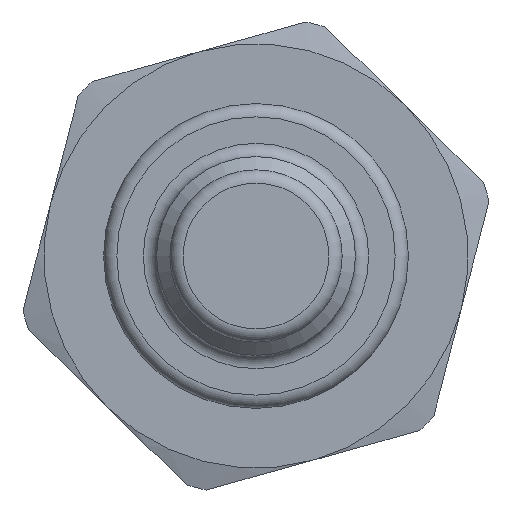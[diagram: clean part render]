
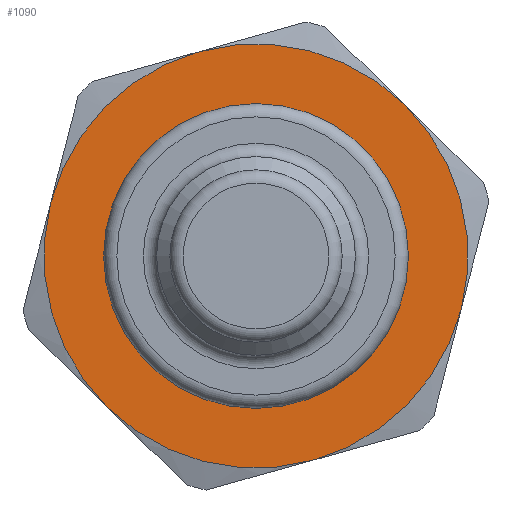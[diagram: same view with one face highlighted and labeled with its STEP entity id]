
A CAD part, left-side view. The second image highlights one B-rep face of the part: STEP entity #1090.
In plain terms, the highlighted planar face has unit normal (-1, 0, 0).
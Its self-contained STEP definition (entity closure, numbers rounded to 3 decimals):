
#155=CARTESIAN_POINT('',(32.45,4.296,15.412));
#156=VERTEX_POINT('',#155);
#239=CARTESIAN_POINT('',(32.45,-11.199,11.427));
#240=VERTEX_POINT('',#239);
#323=CARTESIAN_POINT('',(32.45,-15.496,-3.985));
#324=VERTEX_POINT('',#323);
#407=CARTESIAN_POINT('',(32.45,-4.296,-15.412));
#408=VERTEX_POINT('',#407);
#491=CARTESIAN_POINT('',(32.45,11.199,-11.427));
#492=VERTEX_POINT('',#491);
#551=CARTESIAN_POINT('',(32.45,15.496,3.985));
#552=VERTEX_POINT('',#551);
#553=CARTESIAN_POINT('',(32.45,0.0,0.0));
#554=DIRECTION('',(-1.0,0.0,0.0));
#555=DIRECTION('',(0.0,0.968,0.249));
#556=AXIS2_PLACEMENT_3D('',#553,#554,#555);
#557=CIRCLE('',#556,16.0);
#558=EDGE_CURVE('',#552,#492,#557,.T.);
#591=CARTESIAN_POINT('',(32.45,0.0,0.0));
#592=DIRECTION('',(-1.0,0.0,0.0));
#593=DIRECTION('',(0.0,0.968,0.249));
#594=AXIS2_PLACEMENT_3D('',#591,#592,#593);
#595=CIRCLE('',#594,16.0);
#596=EDGE_CURVE('',#492,#408,#595,.T.);
#615=CARTESIAN_POINT('',(32.45,0.0,0.0));
#616=DIRECTION('',(-1.0,0.0,0.0));
#617=DIRECTION('',(0.0,0.968,0.249));
#618=AXIS2_PLACEMENT_3D('',#615,#616,#617);
#619=CIRCLE('',#618,16.0);
#620=EDGE_CURVE('',#408,#324,#619,.T.);
#639=CARTESIAN_POINT('',(32.45,0.0,0.0));
#640=DIRECTION('',(-1.0,0.0,0.0));
#641=DIRECTION('',(0.0,0.968,0.249));
#642=AXIS2_PLACEMENT_3D('',#639,#640,#641);
#643=CIRCLE('',#642,16.0);
#644=EDGE_CURVE('',#324,#240,#643,.T.);
#685=CARTESIAN_POINT('',(32.45,0.0,0.0));
#686=DIRECTION('',(-1.0,0.0,0.0));
#687=DIRECTION('',(0.0,0.968,0.249));
#688=AXIS2_PLACEMENT_3D('',#685,#686,#687);
#689=CIRCLE('',#688,16.0);
#690=EDGE_CURVE('',#156,#552,#689,.T.);
#701=CARTESIAN_POINT('',(32.45,0.0,0.0));
#702=DIRECTION('',(-1.0,0.0,0.0));
#703=DIRECTION('',(0.0,0.968,0.249));
#704=AXIS2_PLACEMENT_3D('',#701,#702,#703);
#705=CIRCLE('',#704,16.0);
#706=EDGE_CURVE('',#240,#156,#705,.T.);
#1066=CARTESIAN_POINT('',(32.45,13.256,3.409));
#1067=DIRECTION('',(-1.0,0.0,0.0));
#1068=DIRECTION('',(0.0,-0.249,0.968));
#1069=AXIS2_PLACEMENT_3D('',#1066,#1067,#1068);
#1070=PLANE('',#1069);
#1071=ORIENTED_EDGE('',*,*,#558,.T.);
#1072=ORIENTED_EDGE('',*,*,#596,.T.);
#1073=ORIENTED_EDGE('',*,*,#620,.T.);
#1074=ORIENTED_EDGE('',*,*,#644,.T.);
#1075=ORIENTED_EDGE('',*,*,#706,.T.);
#1076=ORIENTED_EDGE('',*,*,#690,.T.);
#1077=EDGE_LOOP('',(#1071,#1072,#1073,#1074,#1075,#1076));
#1078=FACE_OUTER_BOUND('',#1077,.T.);
#1079=CARTESIAN_POINT('',(32.45,11.016,2.833));
#1080=VERTEX_POINT('',#1079);
#1081=CARTESIAN_POINT('',(32.45,0.0,0.0));
#1082=DIRECTION('',(-1.0,0.0,0.0));
#1083=DIRECTION('',(0.0,0.968,0.249));
#1084=AXIS2_PLACEMENT_3D('',#1081,#1082,#1083);
#1085=CIRCLE('',#1084,11.375);
#1086=EDGE_CURVE('',#1080,#1080,#1085,.T.);
#1087=ORIENTED_EDGE('',*,*,#1086,.F.);
#1088=EDGE_LOOP('',(#1087));
#1089=FACE_BOUND('',#1088,.T.);
#1090=ADVANCED_FACE('',(#1078,#1089),#1070,.T.);
